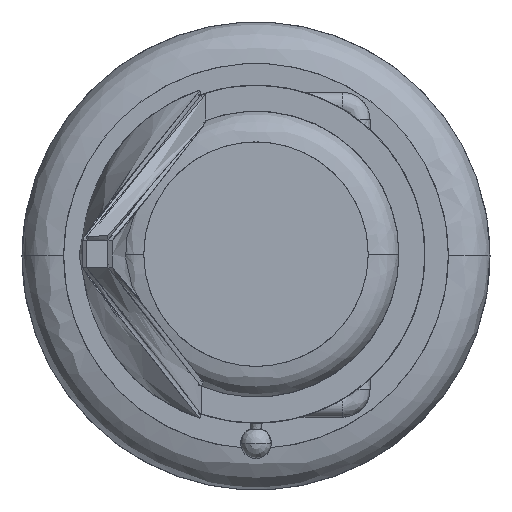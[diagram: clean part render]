
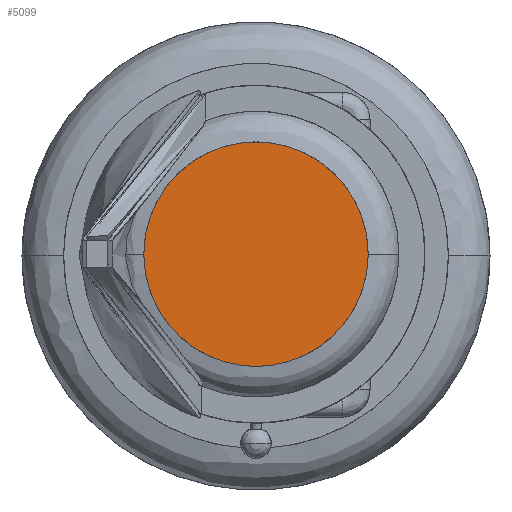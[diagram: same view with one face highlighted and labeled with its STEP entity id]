
A CAD part, top view. The second image highlights one B-rep face of the part: STEP entity #5099.
In plain terms, the highlighted free-form (B-spline) face has degree [1, 1] with [2, 2] control points.
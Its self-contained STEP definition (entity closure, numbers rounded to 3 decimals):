
#5099 = ADVANCED_FACE('',(#5100),#5122,.T.);
#5100 = FACE_BOUND('',#5101,.T.);
#5101 = EDGE_LOOP('',(#5102,#5114));
#5102 = ORIENTED_EDGE('',*,*,#5103,.F.);
#5103 = EDGE_CURVE('',#5104,#5106,#5108,.T.);
#5104 = VERTEX_POINT('',#5105);
#5105 = CARTESIAN_POINT('',(-19.69,0.,
    53.632));
#5106 = VERTEX_POINT('',#5107);
#5107 = CARTESIAN_POINT('',(19.69,0.,
    53.632));
#5108 = ( BOUNDED_CURVE() B_SPLINE_CURVE(2,(#5109,#5110,#5111,#5112,
#5113),.UNSPECIFIED.,.F.,.F.) B_SPLINE_CURVE_WITH_KNOTS((3,2,3),(0.,
1.571,3.142),.PIECEWISE_BEZIER_KNOTS.) CURVE() 
GEOMETRIC_REPRESENTATION_ITEM() RATIONAL_B_SPLINE_CURVE((1.,
0.707,1.,0.707,1.)) REPRESENTATION_ITEM('') );
#5109 = CARTESIAN_POINT('',(-19.69,0.,
    53.632));
#5110 = CARTESIAN_POINT('',(-19.69,19.69,
    53.632));
#5111 = CARTESIAN_POINT('',(0.,19.69,
    53.632));
#5112 = CARTESIAN_POINT('',(19.69,19.69,
    53.632));
#5113 = CARTESIAN_POINT('',(19.69,0.,
    53.632));
#5114 = ORIENTED_EDGE('',*,*,#5115,.F.);
#5115 = EDGE_CURVE('',#5106,#5104,#5116,.T.);
#5116 = ( BOUNDED_CURVE() B_SPLINE_CURVE(2,(#5117,#5118,#5119,#5120,
#5121),.UNSPECIFIED.,.F.,.F.) B_SPLINE_CURVE_WITH_KNOTS((3,2,3),(0.,
1.571,3.142),.PIECEWISE_BEZIER_KNOTS.) CURVE() 
GEOMETRIC_REPRESENTATION_ITEM() RATIONAL_B_SPLINE_CURVE((1.,
0.707,1.,0.707,1.)) REPRESENTATION_ITEM('') );
#5117 = CARTESIAN_POINT('',(19.69,0.,
    53.632));
#5118 = CARTESIAN_POINT('',(19.69,-19.69,
    53.632));
#5119 = CARTESIAN_POINT('',(0.,-19.69,
    53.632));
#5120 = CARTESIAN_POINT('',(-19.69,-19.69,
    53.632));
#5121 = CARTESIAN_POINT('',(-19.69,0.,
    53.632));
#5122 = B_SPLINE_SURFACE_WITH_KNOTS('',1,1,(
    (#5123,#5124)
    ,(#5125,#5126
    )),.UNSPECIFIED.,.F.,.F.,.F.,(2,2),(2,2),(-21.584,21.584),
  (-21.584,21.584),.PIECEWISE_BEZIER_KNOTS.);
#5123 = CARTESIAN_POINT('',(-19.69,-19.69,
    53.632));
#5124 = CARTESIAN_POINT('',(-19.69,19.69,
    53.632));
#5125 = CARTESIAN_POINT('',(19.69,-19.69,
    53.632));
#5126 = CARTESIAN_POINT('',(19.69,19.69,
    53.632));
